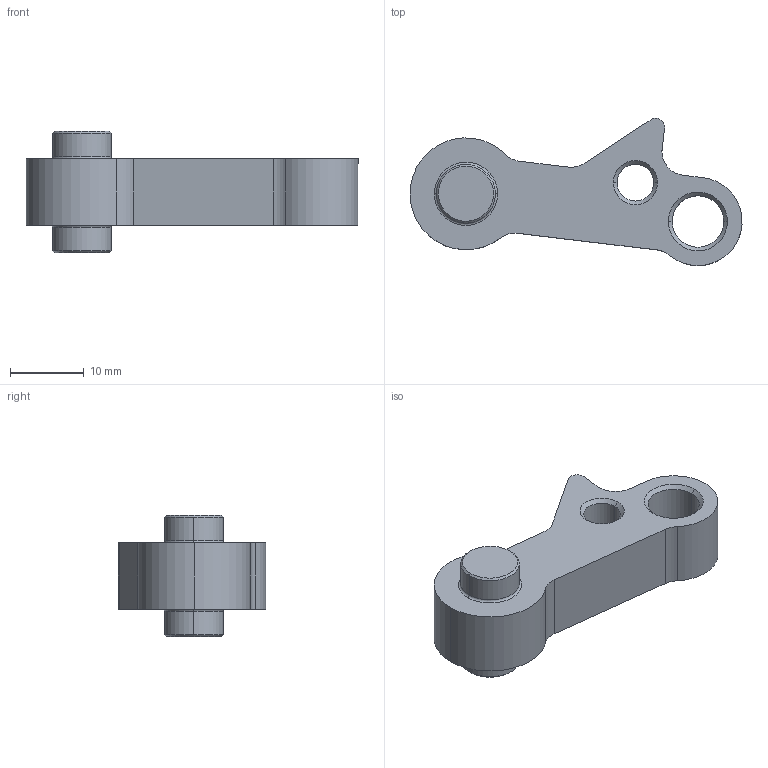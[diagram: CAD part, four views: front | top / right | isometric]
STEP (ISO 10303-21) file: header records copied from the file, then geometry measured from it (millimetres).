
FILE_DESCRIPTION (( 'STEP AP214' ), '1' );
FILE_NAME ('Right Bottom Link.STEP', '2023-06-02T12:13:17', ( '' ), ( '' ), 'SwSTEP 2.0', 'SolidWorks 2022', '' );
FILE_SCHEMA (( 'AUTOMOTIVE_DESIGN' ));
Length unit declared in the file: millimetre
Products named in the file (2): Defeatured 2F-85 PAD OPEN_Finger1.step.STEP; Right Bottom Link
Assembly tree (1 placements, depth 2):
  Right Bottom Link
    Defeatured 2F-85 PAD OPEN_Finger1.step.STEP
Bounding box: 45.11 x 20.02 x 16.5 mm (x, y, z)
Volume: 4716.5 mm3; surface area: 2504 mm2
Topology: 1 solids, 1 shells, 43 faces, 101 edges, 62 vertices
Faces by surface type: cylinder 18, cone 12, plane 9, torus 4
Entity records: 1317 total; most frequent: DIRECTION 251, CARTESIAN_POINT 210, ORIENTED_EDGE 202, AXIS2_PLACEMENT_3D 103, EDGE_CURVE 101, VERTEX_POINT 62, CIRCLE 56, EDGE_LOOP 49
